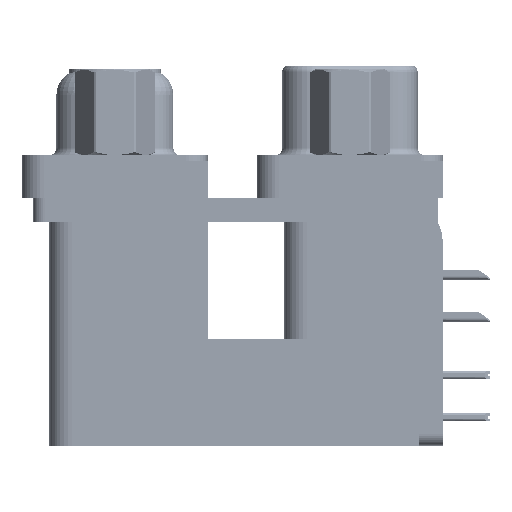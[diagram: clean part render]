
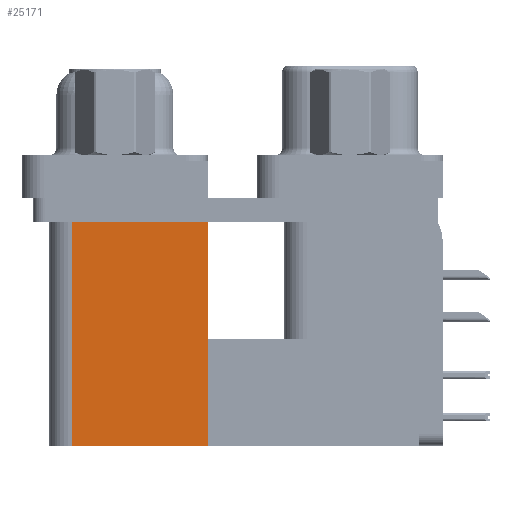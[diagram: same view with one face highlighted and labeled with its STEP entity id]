
A CAD part, left-side view. The second image highlights one B-rep face of the part: STEP entity #25171.
In plain terms, the highlighted planar face has unit normal (-1, 0, 0).
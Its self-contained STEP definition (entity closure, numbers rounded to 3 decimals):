
#718 = DIRECTION ( 'NONE',  ( 0., 0., 1. ) ) ;
#987 = EDGE_CURVE ( 'NONE', #8387, #24959, #52949, .T. ) ;
#4090 = EDGE_CURVE ( 'NONE', #19450, #31751, #13971, .T. ) ;
#6620 = CARTESIAN_POINT ( 'NONE',  ( 3.79, 9.6, -2.5 ) ) ;
#8387 = VERTEX_POINT ( 'NONE', #51494 ) ;
#8949 = VECTOR ( 'NONE', #46625, 1000. ) ;
#10210 = EDGE_CURVE ( 'NONE', #24959, #31751, #13511, .T. ) ;
#11827 = AXIS2_PLACEMENT_3D ( 'NONE', #30325, #47581, #60658 ) ;
#12566 = CARTESIAN_POINT ( 'NONE',  ( 3.79, 9.6, -19.2 ) ) ;
#13511 = LINE ( 'NONE', #52794, #21083 ) ;
#13971 = LINE ( 'NONE', #35218, #8949 ) ;
#14174 = ORIENTED_EDGE ( 'NONE', *, *, #987, .F. ) ;
#18058 = DIRECTION ( 'NONE',  ( 0., 1., 0. ) ) ;
#19450 = VERTEX_POINT ( 'NONE', #6620 ) ;
#19887 = EDGE_LOOP ( 'NONE', ( #24992, #71003, #14174, #56781 ) ) ;
#21083 = VECTOR ( 'NONE', #25946, 1000. ) ;
#23819 = VECTOR ( 'NONE', #718, 1000. ) ;
#24959 = VERTEX_POINT ( 'NONE', #38061 ) ;
#24992 = ORIENTED_EDGE ( 'NONE', *, *, #4090, .T. ) ;
#25171 = ADVANCED_FACE ( 'NONE', ( #55187 ), #31052, .F. ) ;
#25946 = DIRECTION ( 'NONE',  ( 0., 0., 1. ) ) ;
#27371 = VECTOR ( 'NONE', #18058, 1000. ) ;
#30325 = CARTESIAN_POINT ( 'NONE',  ( 3.79, 9.6, -19.2 ) ) ;
#31052 = PLANE ( 'NONE',  #11827 ) ;
#31751 = VERTEX_POINT ( 'NONE', #63421 ) ;
#35218 = CARTESIAN_POINT ( 'NONE',  ( 3.79, 9.6, -2.5 ) ) ;
#38061 = CARTESIAN_POINT ( 'NONE',  ( 3.79, 18.8, -19.2 ) ) ;
#46625 = DIRECTION ( 'NONE',  ( 0., 1., 0. ) ) ;
#47581 = DIRECTION ( 'NONE',  ( 1., 0., 0. ) ) ;
#50250 = EDGE_CURVE ( 'NONE', #8387, #19450, #61623, .T. ) ;
#51494 = CARTESIAN_POINT ( 'NONE',  ( 3.79, 9.6, -19.2 ) ) ;
#52794 = CARTESIAN_POINT ( 'NONE',  ( 3.79, 18.8, -19.2 ) ) ;
#52949 = LINE ( 'NONE', #12566, #27371 ) ;
#55187 = FACE_OUTER_BOUND ( 'NONE', #19887, .T. ) ;
#56781 = ORIENTED_EDGE ( 'NONE', *, *, #50250, .T. ) ;
#57221 = CARTESIAN_POINT ( 'NONE',  ( 3.79, 9.6, -19.2 ) ) ;
#60658 = DIRECTION ( 'NONE',  ( 0., 1., 0. ) ) ;
#61623 = LINE ( 'NONE', #57221, #23819 ) ;
#63421 = CARTESIAN_POINT ( 'NONE',  ( 3.79, 18.8, -2.5 ) ) ;
#71003 = ORIENTED_EDGE ( 'NONE', *, *, #10210, .F. ) ;
